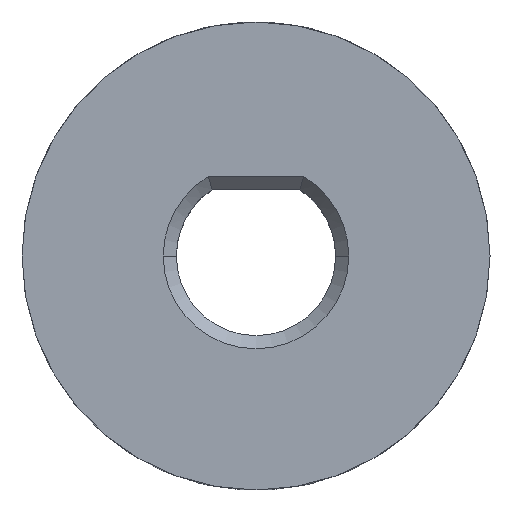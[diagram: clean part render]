
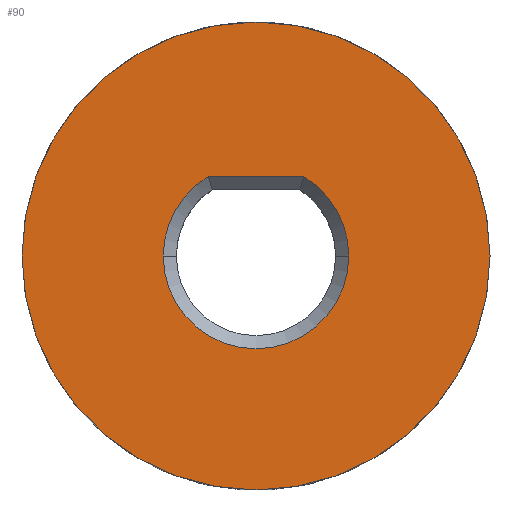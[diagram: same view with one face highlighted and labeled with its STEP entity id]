
A CAD part, top view. The second image highlights one B-rep face of the part: STEP entity #90.
In plain terms, the highlighted planar face has unit normal (0, 0, 1).
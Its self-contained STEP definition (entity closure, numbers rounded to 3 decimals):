
#23 = EDGE_LOOP ( 'NONE', ( #389, #319 ) ) ;
#52 = DIRECTION ( 'NONE',  ( 0., 0., 1. ) ) ;
#77 = DIRECTION ( 'NONE',  ( 1., 0., 0. ) ) ;
#84 = CARTESIAN_POINT ( 'NONE',  ( 0., 0., 5.545 ) ) ;
#90 = ADVANCED_FACE ( 'NONE', ( #1629, #1207 ), #445, .T. ) ;
#151 = CIRCLE ( 'NONE', #1205, 8.89 ) ;
#163 = CARTESIAN_POINT ( 'NONE',  ( 0., 0., 5.545 ) ) ;
#167 = EDGE_CURVE ( 'NONE', #342, #271, #1502, .T. ) ;
#211 = CARTESIAN_POINT ( 'NONE',  ( 1.81, 3.025, 5.545 ) ) ;
#225 = DIRECTION ( 'NONE',  ( 1., 0., 0. ) ) ;
#237 = LINE ( 'NONE', #1317, #501 ) ;
#240 = DIRECTION ( 'NONE',  ( 0., 0., 1. ) ) ;
#260 = CIRCLE ( 'NONE', #1680, 8.89 ) ;
#271 = VERTEX_POINT ( 'NONE', #770 ) ;
#319 = ORIENTED_EDGE ( 'NONE', *, *, #1279, .T. ) ;
#342 = VERTEX_POINT ( 'NONE', #211 ) ;
#364 = VERTEX_POINT ( 'NONE', #1085 ) ;
#368 = VERTEX_POINT ( 'NONE', #1676 ) ;
#389 = ORIENTED_EDGE ( 'NONE', *, *, #1185, .T. ) ;
#424 = AXIS2_PLACEMENT_3D ( 'NONE', #163, #470, #1739 ) ;
#445 = PLANE ( 'NONE',  #883 ) ;
#447 = CARTESIAN_POINT ( 'NONE',  ( 0., 0., 5.545 ) ) ;
#470 = DIRECTION ( 'NONE',  ( 0., 0., -1. ) ) ;
#500 = ORIENTED_EDGE ( 'NONE', *, *, #1505, .T. ) ;
#501 = VECTOR ( 'NONE', #77, 1000. ) ;
#553 = EDGE_CURVE ( 'NONE', #271, #364, #1673, .T. ) ;
#568 = DIRECTION ( 'NONE',  ( 0., 0., 1. ) ) ;
#709 = CARTESIAN_POINT ( 'NONE',  ( -8.89, 0., 5.545 ) ) ;
#729 = CARTESIAN_POINT ( 'NONE',  ( 0., 0., 5.545 ) ) ;
#768 = CARTESIAN_POINT ( 'NONE',  ( 8.89, 0., 5.545 ) ) ;
#770 = CARTESIAN_POINT ( 'NONE',  ( 3.525, 0., 5.545 ) ) ;
#882 = DIRECTION ( 'NONE',  ( 0., 0., -1. ) ) ;
#883 = AXIS2_PLACEMENT_3D ( 'NONE', #447, #568, #968 ) ;
#885 = ORIENTED_EDGE ( 'NONE', *, *, #167, .T. ) ;
#892 = VERTEX_POINT ( 'NONE', #709 ) ;
#921 = DIRECTION ( 'NONE',  ( 1., 0., 0. ) ) ;
#968 = DIRECTION ( 'NONE',  ( 1., 0., 0. ) ) ;
#990 = AXIS2_PLACEMENT_3D ( 'NONE', #729, #882, #1454 ) ;
#1024 = DIRECTION ( 'NONE',  ( 1., 0., 0. ) ) ;
#1085 = CARTESIAN_POINT ( 'NONE',  ( -3.525, 0., 5.545 ) ) ;
#1131 = EDGE_CURVE ( 'NONE', #368, #342, #237, .T. ) ;
#1132 = EDGE_LOOP ( 'NONE', ( #885, #1346, #500, #1529 ) ) ;
#1185 = EDGE_CURVE ( 'NONE', #892, #1727, #151, .T. ) ;
#1197 = DIRECTION ( 'NONE',  ( 0., 0., -1. ) ) ;
#1205 = AXIS2_PLACEMENT_3D ( 'NONE', #1619, #52, #1024 ) ;
#1207 = FACE_OUTER_BOUND ( 'NONE', #23, .T. ) ;
#1211 = CARTESIAN_POINT ( 'NONE',  ( 0., 0., 5.545 ) ) ;
#1279 = EDGE_CURVE ( 'NONE', #1727, #892, #260, .T. ) ;
#1317 = CARTESIAN_POINT ( 'NONE',  ( 1.666, 3.025, 5.545 ) ) ;
#1344 = AXIS2_PLACEMENT_3D ( 'NONE', #84, #1197, #921 ) ;
#1346 = ORIENTED_EDGE ( 'NONE', *, *, #553, .T. ) ;
#1454 = DIRECTION ( 'NONE',  ( 1., 0., 0. ) ) ;
#1473 = CIRCLE ( 'NONE', #1344, 3.525 ) ;
#1502 = CIRCLE ( 'NONE', #990, 3.525 ) ;
#1505 = EDGE_CURVE ( 'NONE', #364, #368, #1473, .T. ) ;
#1529 = ORIENTED_EDGE ( 'NONE', *, *, #1131, .T. ) ;
#1619 = CARTESIAN_POINT ( 'NONE',  ( 0., 0., 5.545 ) ) ;
#1629 = FACE_BOUND ( 'NONE', #1132, .T. ) ;
#1673 = CIRCLE ( 'NONE', #424, 3.525 ) ;
#1676 = CARTESIAN_POINT ( 'NONE',  ( -1.81, 3.025, 5.545 ) ) ;
#1680 = AXIS2_PLACEMENT_3D ( 'NONE', #1211, #240, #225 ) ;
#1727 = VERTEX_POINT ( 'NONE', #768 ) ;
#1739 = DIRECTION ( 'NONE',  ( 1., 0., 0. ) ) ;
